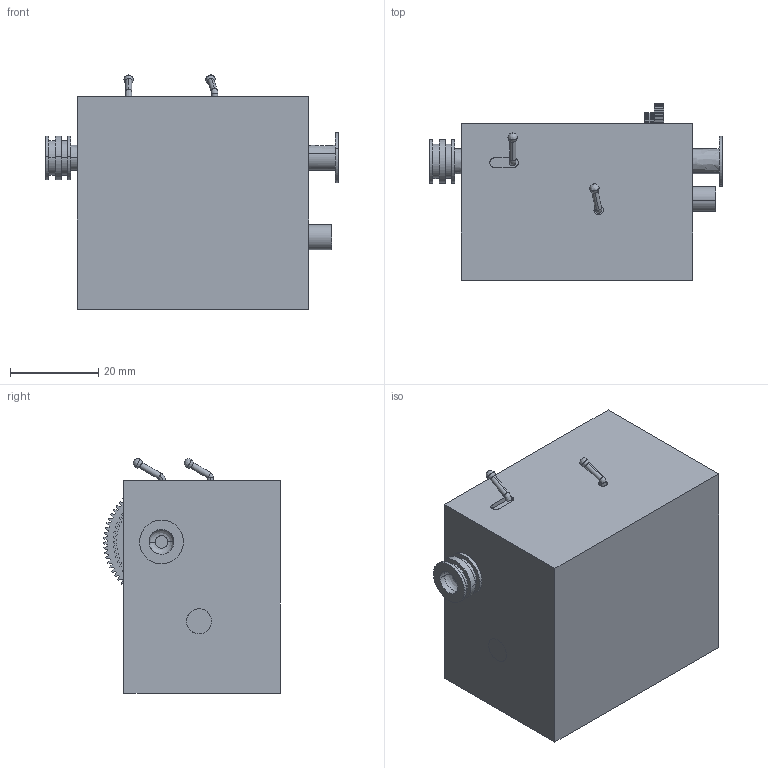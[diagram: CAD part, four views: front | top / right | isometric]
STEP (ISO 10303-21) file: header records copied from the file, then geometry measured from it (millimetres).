
FILE_DESCRIPTION(('FreeCAD Model'),'2;1');
FILE_NAME('Open CASCADE Shape Model','2025-05-09T04:46:23',('FreeCAD'),( 'FreeCAD'),'Open CASCADE STEP processor 7.6','FreeCAD','Unknown');
FILE_SCHEMA(('AUTOMOTIVE_DESIGN { 1 0 10303 214 1 1 1 1 }'));
Products named in the file (1): Open CASCADE STEP translator 7.6 1
Bounding box: 66.28 x 40.05 x 53.17 mm (x, y, z)
Volume: 20885.9 mm3; surface area: 33628.4 mm2
Topology: 24 solids, 24 shells, 2405 faces, 7003 edges, 4660 vertices
Faces by surface type: bspline 2405
Entity records: 74628 total; most frequent: CARTESIAN_POINT 38905, ORIENTED_EDGE 13998, EDGE_CURVE 6999, VERTEX_POINT 4660, FACE_BOUND 2501, EDGE_LOOP 2501, B_SPLINE_CURVE_WITH_KNOTS 2458, ADVANCED_FACE 2405
